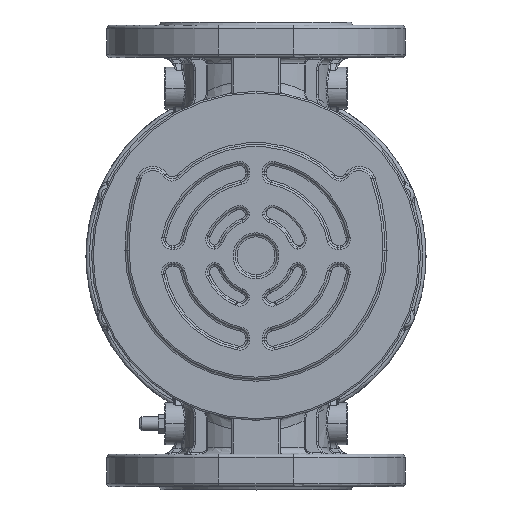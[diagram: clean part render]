
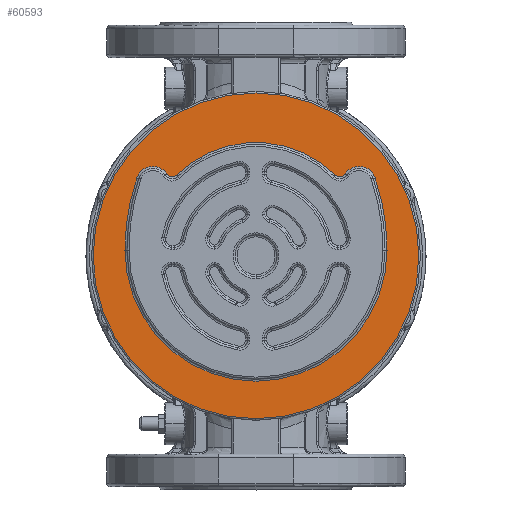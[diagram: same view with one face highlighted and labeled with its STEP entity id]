
A CAD part, top view. The second image highlights one B-rep face of the part: STEP entity #60593.
In plain terms, the highlighted planar face has unit normal (0, 0, 1).
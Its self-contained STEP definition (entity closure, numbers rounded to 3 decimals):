
#17360=CARTESIAN_POINT('',(-58.5,3.5,61.5));
#17361=DIRECTION('',(0.,0.,1.));
#17362=DIRECTION('',(1.,0.,0.));
#17363=AXIS2_PLACEMENT_3D('',#17360,#17361,#17362);
#17365=CARTESIAN_POINT('',(63.97,44.974,61.5));
#17366=DIRECTION('',(0.,0.,1.));
#17367=DIRECTION('',(0.947,0.321,0.));
#17368=AXIS2_PLACEMENT_3D('',#17365,#17366,#17367);
#17370=CARTESIAN_POINT('',(52.016,52.634,61.5));
#17371=DIRECTION('',(0.,0.,-1.));
#17372=DIRECTION('',(0.842,-0.539,0.));
#17373=AXIS2_PLACEMENT_3D('',#17370,#17371,#17372);
#17375=CARTESIAN_POINT('',(0.,0.,61.5));
#17376=DIRECTION('',(0.,0.,1.));
#17377=DIRECTION('',(0.703,0.711,0.));
#17378=AXIS2_PLACEMENT_3D('',#17375,#17376,#17377);
#17380=CARTESIAN_POINT('',(-52.016,52.634,61.5));
#17381=DIRECTION('',(0.,0.,-1.));
#17382=DIRECTION('',(0.703,-0.711,0.));
#17383=AXIS2_PLACEMENT_3D('',#17380,#17381,#17382);
#17385=CARTESIAN_POINT('',(-63.97,44.974,61.5));
#17386=DIRECTION('',(0.,0.,1.));
#17387=DIRECTION('',(0.842,0.539,0.));
#17388=AXIS2_PLACEMENT_3D('',#17385,#17386,#17387);
#17390=CARTESIAN_POINT('',(58.5,3.5,61.5));
#17391=DIRECTION('',(0.,0.,1.));
#17392=DIRECTION('',(-0.947,0.321,0.));
#17393=AXIS2_PLACEMENT_3D('',#17390,#17391,#17392);
#17395=CARTESIAN_POINT('',(0.,3.5,61.5));
#17396=DIRECTION('',(0.,0.,1.));
#17397=DIRECTION('',(-1.,0.,0.));
#17398=AXIS2_PLACEMENT_3D('',#17395,#17396,#17397);
#17400=CARTESIAN_POINT('',(0.,0.,61.5));
#17401=DIRECTION('',(0.,0.,1.));
#17402=DIRECTION('',(0.,1.,0.));
#17403=AXIS2_PLACEMENT_3D('',#17400,#17401,#17402);
#17405=CARTESIAN_POINT('',(0.,0.,61.5));
#17406=DIRECTION('',(0.,0.,1.));
#17407=DIRECTION('',(0.,-1.,0.));
#17408=AXIS2_PLACEMENT_3D('',#17405,#17406,#17407);
#26641=CARTESIAN_POINT('',(81.25,3.5,61.5));
#26642=CARTESIAN_POINT('',(73.866,48.326,61.5));
#26643=VERTEX_POINT('',#26641);
#26644=VERTEX_POINT('',#26642);
#26649=CARTESIAN_POINT('',(55.173,50.611,61.5));
#26650=VERTEX_POINT('',#26649);
#26653=CARTESIAN_POINT('',(49.38,49.967,61.5));
#26654=VERTEX_POINT('',#26653);
#26657=CARTESIAN_POINT('',(-49.38,49.967,61.5));
#26658=VERTEX_POINT('',#26657);
#26661=CARTESIAN_POINT('',(-55.173,50.611,61.5));
#26662=VERTEX_POINT('',#26661);
#26665=CARTESIAN_POINT('',(-73.866,48.326,61.5));
#26666=VERTEX_POINT('',#26665);
#26669=CARTESIAN_POINT('',(-81.25,3.5,61.5));
#26670=VERTEX_POINT('',#26669);
#26846=CARTESIAN_POINT('',(0.,101.,61.5));
#26847=CARTESIAN_POINT('',(0.,-101.,61.5));
#26848=VERTEX_POINT('',#26846);
#26849=VERTEX_POINT('',#26847);
#60565=CARTESIAN_POINT('',(0.,0.,61.5));
#60566=DIRECTION('',(0.,0.,1.));
#60567=DIRECTION('',(0.,1.,0.));
#60568=AXIS2_PLACEMENT_3D('',#60565,#60566,#60567);
#60569=PLANE('',#60568);
#60571=ORIENTED_EDGE('',*,*,#60570,.F.);
#60572=ORIENTED_EDGE('',*,*,#60555,.F.);
#60573=EDGE_LOOP('',(#60571,#60572));
#60574=FACE_OUTER_BOUND('',#60573,.F.);
#60576=ORIENTED_EDGE('',*,*,#60575,.T.);
#60578=ORIENTED_EDGE('',*,*,#60577,.T.);
#60580=ORIENTED_EDGE('',*,*,#60579,.T.);
#60582=ORIENTED_EDGE('',*,*,#60581,.T.);
#60584=ORIENTED_EDGE('',*,*,#60583,.T.);
#60586=ORIENTED_EDGE('',*,*,#60585,.T.);
#60588=ORIENTED_EDGE('',*,*,#60587,.T.);
#60590=ORIENTED_EDGE('',*,*,#60589,.T.);
#60591=EDGE_LOOP('',(#60576,#60578,#60580,#60582,#60584,#60586,#60588,#60590));
#60592=FACE_BOUND('',#60591,.F.);
#60593=ADVANCED_FACE('',(#60574,#60592),#60569,.T.);
#17364=CIRCLE('',#17363,139.75);
#17369=CIRCLE('',#17368,10.448);
#17374=CIRCLE('',#17373,3.75);
#17379=CIRCLE('',#17378,70.25);
#17384=CIRCLE('',#17383,3.75);
#17389=CIRCLE('',#17388,10.448);
#17394=CIRCLE('',#17393,139.75);
#17399=CIRCLE('',#17398,81.25);
#17404=CIRCLE('',#17403,101.);
#17409=CIRCLE('',#17408,101.);
#60555=EDGE_CURVE('',#26849,#26848,#17409,.T.);
#60570=EDGE_CURVE('',#26848,#26849,#17404,.T.);
#60575=EDGE_CURVE('',#26643,#26644,#17364,.T.);
#60577=EDGE_CURVE('',#26644,#26650,#17369,.T.);
#60579=EDGE_CURVE('',#26650,#26654,#17374,.T.);
#60581=EDGE_CURVE('',#26654,#26658,#17379,.T.);
#60583=EDGE_CURVE('',#26658,#26662,#17384,.T.);
#60585=EDGE_CURVE('',#26662,#26666,#17389,.T.);
#60587=EDGE_CURVE('',#26666,#26670,#17394,.T.);
#60589=EDGE_CURVE('',#26670,#26643,#17399,.T.);
